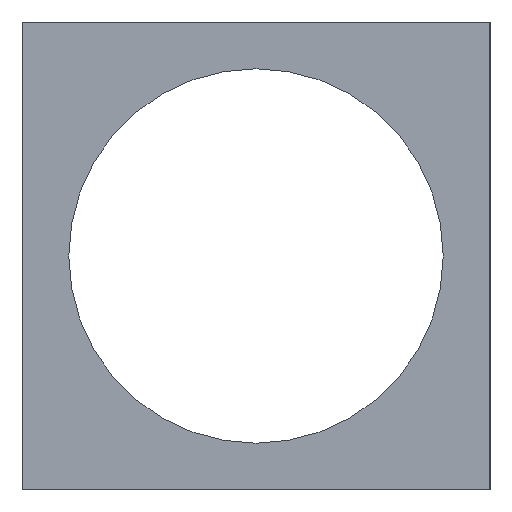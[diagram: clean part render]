
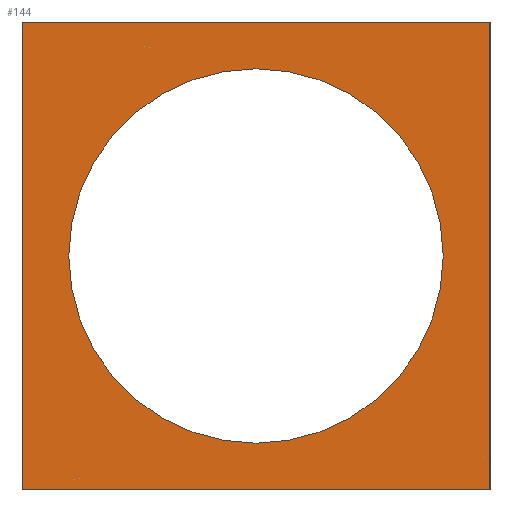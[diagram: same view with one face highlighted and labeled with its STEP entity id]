
A CAD part, left-side view. The second image highlights one B-rep face of the part: STEP entity #144.
In plain terms, the highlighted planar face has unit normal (-1, 0, 0).
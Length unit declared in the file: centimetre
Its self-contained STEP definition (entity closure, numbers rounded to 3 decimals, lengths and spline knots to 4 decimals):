
#15=LINE($,#222,#27);
#19=LINE($,#231,#31);
#21=LINE($,#234,#33);
#23=LINE($,#237,#35);
#27=VECTOR($,#183,2.);
#31=VECTOR($,#189,2.);
#33=VECTOR($,#193,2.);
#35=VECTOR($,#197,2.);
#41=PLANE($,#160);
#48=FACE_BOUND($,#67,.T.);
#49=FACE_BOUND($,#68,.T.);
#67=EDGE_LOOP($,(#122));
#68=EDGE_LOOP($,(#123,#124,#125,#126));
#72=CIRCLE($,#151,0.8);
#76=VERTEX_POINT($,#205);
#82=VERTEX_POINT($,#219);
#83=VERTEX_POINT($,#221);
#86=VERTEX_POINT($,#228);
#87=VERTEX_POINT($,#230);
#88=EDGE_CURVE($,#76,#76,#72,.T.);
#94=EDGE_CURVE($,#82,#83,#15,.T.);
#98=EDGE_CURVE($,#86,#87,#19,.T.);
#100=EDGE_CURVE($,#83,#86,#21,.T.);
#102=EDGE_CURVE($,#82,#87,#23,.T.);
#122=ORIENTED_EDGE($,*,*,#88,.T.);
#123=ORIENTED_EDGE($,*,*,#102,.T.);
#124=ORIENTED_EDGE($,*,*,#98,.F.);
#125=ORIENTED_EDGE($,*,*,#100,.F.);
#126=ORIENTED_EDGE($,*,*,#94,.F.);
#144=ADVANCED_FACE($,(#48,#49),#41,.F.);
#151=AXIS2_PLACEMENT_3D($,#206,#167,#168);
#160=AXIS2_PLACEMENT_3D($,#236,#195,#196);
#167=DIRECTION('center_axis',(1.,0.,0.));
#168=DIRECTION('ref_axis',(0.,0.,1.));
#183=DIRECTION($,(0.,-1.,0.));
#189=DIRECTION($,(0.,1.,0.));
#193=DIRECTION($,(0.,0.,-1.));
#195=DIRECTION('center_axis',(1.,0.,0.));
#196=DIRECTION('ref_axis',(0.,0.,-1.));
#197=DIRECTION($,(0.,0.,-1.));
#205=CARTESIAN_POINT('',(-6.,8.,0.2));
#206=CARTESIAN_POINT('Origin',(-6.,8.,1.));
#219=CARTESIAN_POINT('',(-6.,9.,2.));
#221=CARTESIAN_POINT('',(-6.,7.,2.));
#222=CARTESIAN_POINT($,(-6.,8.,2.));
#228=CARTESIAN_POINT('',(-6.,7.,0.));
#230=CARTESIAN_POINT('',(-6.,9.,0.));
#231=CARTESIAN_POINT($,(-6.,8.,0.));
#234=CARTESIAN_POINT($,(-6.,7.,1.));
#236=CARTESIAN_POINT('Origin',(-6.,8.,1.));
#237=CARTESIAN_POINT($,(-6.,9.,1.));
